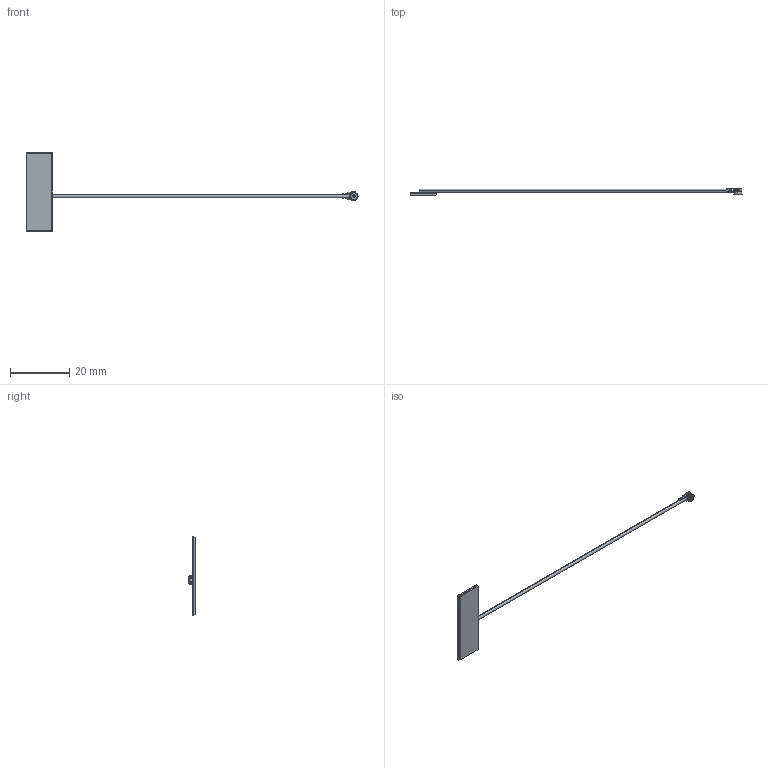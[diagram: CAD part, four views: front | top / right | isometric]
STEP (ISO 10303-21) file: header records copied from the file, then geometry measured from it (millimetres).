
FILE_DESCRIPTION (( 'STEP AP214' ), '1' );
FILE_NAME ('PE51205.step', '2020-06-18T14:23:28', ( '' ), ( '' ), 'SwSTEP 2.0', 'SolidWorks 2018', '' );
FILE_SCHEMA (( 'AUTOMOTIVE_DESIGN' ));
Length unit declared in the file: millimetre
Products named in the file (3): HG2401PU-100IPEX_PCB W-CABLE; UFL_connector; PE51205
Assembly tree (2 placements, depth 2):
  PE51205
    HG2401PU-100IPEX_PCB W-CABLE
    UFL_connector
Bounding box: 111.84 x 2.09 x 26.59 mm (x, y, z)
Volume: 325.6 mm3; surface area: 1242.1 mm2
Topology: 5 solids, 5 shells, 107 faces, 274 edges, 182 vertices
Faces by surface type: plane 75, cylinder 30, torus 2
Entity records: 4125 total; most frequent: CARTESIAN_POINT 654, ORIENTED_EDGE 548, DIRECTION 544, EDGE_CURVE 274, VECTOR 188, LINE 188, VERTEX_POINT 182, AXIS2_PLACEMENT_3D 178
